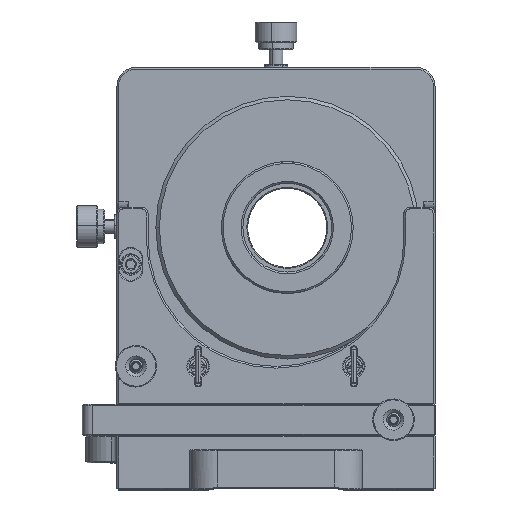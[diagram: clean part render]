
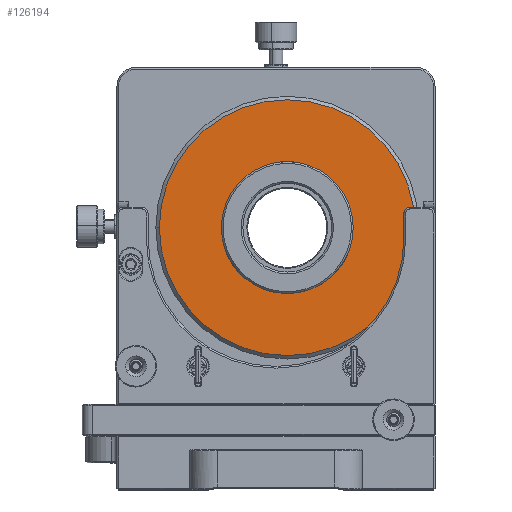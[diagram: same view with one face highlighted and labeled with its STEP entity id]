
A CAD part, top view. The second image highlights one B-rep face of the part: STEP entity #126194.
In plain terms, the highlighted planar face has unit normal (0, 0, 1).
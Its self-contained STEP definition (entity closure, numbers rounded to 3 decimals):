
#1866 = VERTEX_POINT ( 'NONE', #122418 ) ;
#3132 = CARTESIAN_POINT ( 'NONE',  ( 3.262, 67.937, 5.2 ) ) ;
#6671 = CARTESIAN_POINT ( 'NONE',  ( 3.262, 67.937, 5.2 ) ) ;
#8008 = AXIS2_PLACEMENT_3D ( 'NONE', #3132, #101715, #21939 ) ;
#12868 = AXIS2_PLACEMENT_3D ( 'NONE', #58660, #67754, #108615 ) ;
#13211 = CARTESIAN_POINT ( 'NONE',  ( 3.262, 67.937, 5.2 ) ) ;
#18386 = ORIENTED_EDGE ( 'NONE', *, *, #40522, .T. ) ;
#21887 = EDGE_LOOP ( 'NONE', ( #65922, #18386 ) ) ;
#21939 = DIRECTION ( 'NONE',  ( 1., 0., 0. ) ) ;
#23340 = AXIS2_PLACEMENT_3D ( 'NONE', #6671, #85811, #125377 ) ;
#26322 = VERTEX_POINT ( 'NONE', #110336 ) ;
#27927 = EDGE_CURVE ( 'NONE', #91705, #1866, #59742, .T. ) ;
#28046 = VERTEX_POINT ( 'NONE', #93261 ) ;
#35388 = AXIS2_PLACEMENT_3D ( 'NONE', #76228, #115182, #115809 ) ;
#40488 = FACE_BOUND ( 'NONE', #41347, .T. ) ;
#40522 = EDGE_CURVE ( 'NONE', #26322, #28046, #80943, .T. ) ;
#41347 = EDGE_LOOP ( 'NONE', ( #50833, #127516 ) ) ;
#46041 = CIRCLE ( 'NONE', #12868, 37. ) ;
#49714 = AXIS2_PLACEMENT_3D ( 'NONE', #13211, #52751, #60584 ) ;
#50833 = ORIENTED_EDGE ( 'NONE', *, *, #85264, .T. ) ;
#52302 = CIRCLE ( 'NONE', #23340, 19.073 ) ;
#52751 = DIRECTION ( 'NONE',  ( 0., 0., 1. ) ) ;
#58660 = CARTESIAN_POINT ( 'NONE',  ( 3.262, 67.937, 5.2 ) ) ;
#59742 = CIRCLE ( 'NONE', #8008, 19.073 ) ;
#60584 = DIRECTION ( 'NONE',  ( 1., 0., 0. ) ) ;
#65922 = ORIENTED_EDGE ( 'NONE', *, *, #83292, .T. ) ;
#66517 = CARTESIAN_POINT ( 'NONE',  ( -15.811, 67.937, 5.2 ) ) ;
#67754 = DIRECTION ( 'NONE',  ( 0., 0., 1. ) ) ;
#76228 = CARTESIAN_POINT ( 'NONE',  ( 3.262, 67.937, 5.2 ) ) ;
#80943 = CIRCLE ( 'NONE', #35388, 37. ) ;
#83292 = EDGE_CURVE ( 'NONE', #28046, #26322, #46041, .T. ) ;
#85264 = EDGE_CURVE ( 'NONE', #1866, #91705, #52302, .T. ) ;
#85811 = DIRECTION ( 'NONE',  ( 0., 0., -1. ) ) ;
#91705 = VERTEX_POINT ( 'NONE', #66517 ) ;
#93261 = CARTESIAN_POINT ( 'NONE',  ( -33.738, 67.937, 5.2 ) ) ;
#101715 = DIRECTION ( 'NONE',  ( 0., 0., -1. ) ) ;
#108615 = DIRECTION ( 'NONE',  ( 1., 0., 0. ) ) ;
#110336 = CARTESIAN_POINT ( 'NONE',  ( 40.262, 67.937, 5.2 ) ) ;
#110535 = PLANE ( 'NONE',  #49714 ) ;
#111174 = FACE_OUTER_BOUND ( 'NONE', #21887, .T. ) ;
#115182 = DIRECTION ( 'NONE',  ( 0., 0., 1. ) ) ;
#115809 = DIRECTION ( 'NONE',  ( 1., 0., 0. ) ) ;
#122418 = CARTESIAN_POINT ( 'NONE',  ( 22.335, 67.937, 5.2 ) ) ;
#125377 = DIRECTION ( 'NONE',  ( 1., 0., 0. ) ) ;
#126194 = ADVANCED_FACE ( 'NONE', ( #111174, #40488 ), #110535, .T. ) ;
#127516 = ORIENTED_EDGE ( 'NONE', *, *, #27927, .T. ) ;
